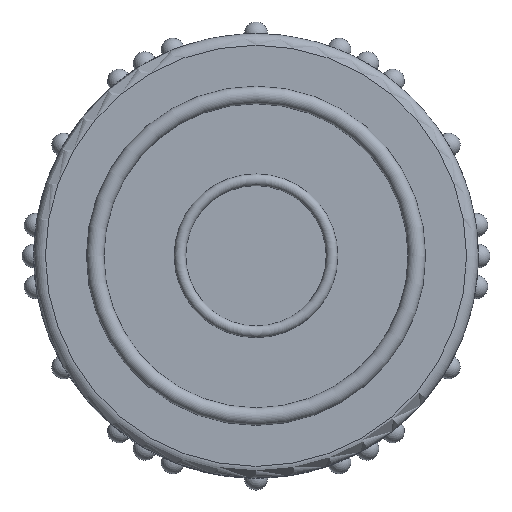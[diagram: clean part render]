
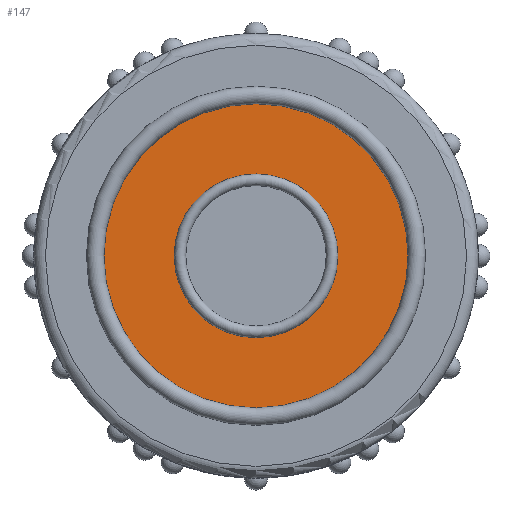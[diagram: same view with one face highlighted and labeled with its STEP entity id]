
A CAD part, top view. The second image highlights one B-rep face of the part: STEP entity #147.
In plain terms, the highlighted planar face has unit normal (0, 0, 1).
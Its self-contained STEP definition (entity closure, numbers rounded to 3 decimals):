
#147 = ADVANCED_FACE( '', ( #351, #352 ), #353, .F. );
#351 = FACE_BOUND( '', #617, .T. );
#352 = FACE_OUTER_BOUND( '', #618, .T. );
#353 = PLANE( '', #619 );
#617 = EDGE_LOOP( '', ( #973 ) );
#618 = EDGE_LOOP( '', ( #974 ) );
#619 = AXIS2_PLACEMENT_3D( '', #975, #976, #977 );
#973 = ORIENTED_EDGE( '', *, *, #1639, .F. );
#974 = ORIENTED_EDGE( '', *, *, #1640, .F. );
#975 = CARTESIAN_POINT( '', ( 19., 0., 22. ) );
#976 = DIRECTION( '', ( 0., 0., -1. ) );
#977 = DIRECTION( '', ( -1., 0., 0. ) );
#1639 = EDGE_CURVE( '', #1989, #1989, #1990, .F. );
#1640 = EDGE_CURVE( '', #1991, #1991, #1992, .F. );
#1989 = VERTEX_POINT( '', #2526 );
#1990 = CIRCLE( '', #2527, 7. );
#1991 = VERTEX_POINT( '', #2528 );
#1992 = CIRCLE( '', #2529, 13. );
#2526 = CARTESIAN_POINT( '', ( -7., 0., 22. ) );
#2527 = AXIS2_PLACEMENT_3D( '', #3216, #3217, #3218 );
#2528 = CARTESIAN_POINT( '', ( 13., 0., 22. ) );
#2529 = AXIS2_PLACEMENT_3D( '', #3219, #3220, #3221 );
#3216 = CARTESIAN_POINT( '', ( 0., 0., 22. ) );
#3217 = DIRECTION( '', ( 0., 0., -1. ) );
#3218 = DIRECTION( '', ( -1., 0., 0. ) );
#3219 = CARTESIAN_POINT( '', ( 0., 0., 22. ) );
#3220 = DIRECTION( '', ( 0., 0., 1. ) );
#3221 = DIRECTION( '', ( 1., 0., 0. ) );
